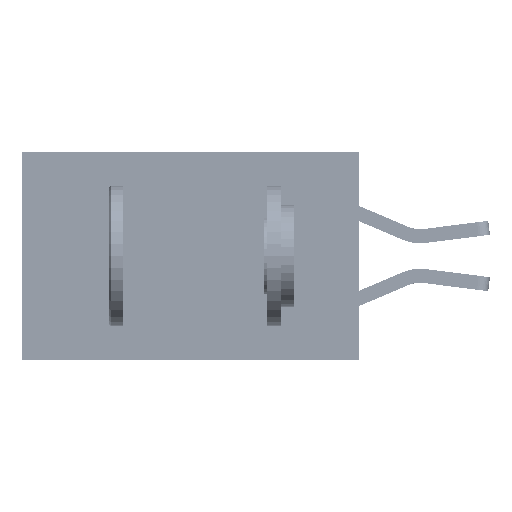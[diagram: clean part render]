
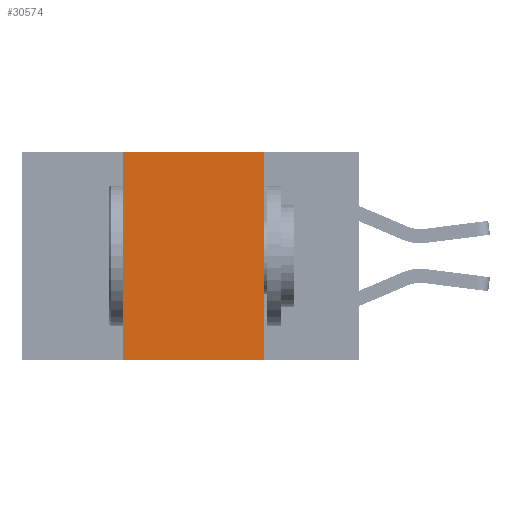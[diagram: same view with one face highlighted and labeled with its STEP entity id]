
A CAD part, left-side view. The second image highlights one B-rep face of the part: STEP entity #30574.
In plain terms, the highlighted planar face has unit normal (-1, 0, 0).
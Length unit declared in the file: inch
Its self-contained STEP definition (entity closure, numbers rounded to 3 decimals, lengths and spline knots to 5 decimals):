
#290 = LINE ( 'NONE', #13775, #40082 ) ;
#4378 = LINE ( 'NONE', #22753, #32647 ) ;
#5016 = CARTESIAN_POINT ( 'NONE',  ( 0., 0.17, 0. ) ) ;
#6166 = DIRECTION ( 'NONE',  ( 0., -1., 0. ) ) ;
#9779 = CARTESIAN_POINT ( 'NONE',  ( 0., 0.6, 0. ) ) ;
#10001 = LINE ( 'NONE', #26088, #26674 ) ;
#13775 = CARTESIAN_POINT ( 'NONE',  ( 0., 0.6, -0.37 ) ) ;
#16183 = VERTEX_POINT ( 'NONE', #39209 ) ;
#17319 = FACE_OUTER_BOUND ( 'NONE', #26142, .T. ) ;
#18904 = DIRECTION ( 'NONE',  ( 0., 0., 1. ) ) ;
#19003 = EDGE_CURVE ( 'NONE', #44569, #44024, #10001, .T. ) ;
#21971 = AXIS2_PLACEMENT_3D ( 'NONE', #40346, #29773, #34235 ) ;
#22388 = LINE ( 'NONE', #9779, #46619 ) ;
#22753 = CARTESIAN_POINT ( 'NONE',  ( 0., 0.42, 0. ) ) ;
#26088 = CARTESIAN_POINT ( 'NONE',  ( 0., 0.17, 0. ) ) ;
#26142 = EDGE_LOOP ( 'NONE', ( #36994, #32262, #29729, #30163 ) ) ;
#26555 = PLANE ( 'NONE',  #21971 ) ;
#26594 = EDGE_CURVE ( 'NONE', #16183, #44569, #22388, .T. ) ;
#26674 = VECTOR ( 'NONE', #37515, 39.37008 ) ;
#28699 = EDGE_CURVE ( 'NONE', #44624, #44024, #290, .T. ) ;
#29729 = ORIENTED_EDGE ( 'NONE', *, *, #37576, .F. ) ;
#29773 = DIRECTION ( 'NONE',  ( 1., 0., 0. ) ) ;
#30163 = ORIENTED_EDGE ( 'NONE', *, *, #28699, .T. ) ;
#30574 = ADVANCED_FACE ( 'NONE', ( #17319 ), #26555, .F. ) ;
#32262 = ORIENTED_EDGE ( 'NONE', *, *, #26594, .F. ) ;
#32647 = VECTOR ( 'NONE', #18904, 39.37008 ) ;
#34235 = DIRECTION ( 'NONE',  ( 0., 0., -1. ) ) ;
#35546 = DIRECTION ( 'NONE',  ( 0., -1., 0. ) ) ;
#36994 = ORIENTED_EDGE ( 'NONE', *, *, #19003, .F. ) ;
#37515 = DIRECTION ( 'NONE',  ( 0., 0., -1. ) ) ;
#37576 = EDGE_CURVE ( 'NONE', #44624, #16183, #4378, .T. ) ;
#39209 = CARTESIAN_POINT ( 'NONE',  ( 0., 0.42, 0. ) ) ;
#40082 = VECTOR ( 'NONE', #6166, 39.37008 ) ;
#40346 = CARTESIAN_POINT ( 'NONE',  ( 0., 0.6, 0. ) ) ;
#41910 = CARTESIAN_POINT ( 'NONE',  ( 0., 0.17, -0.37 ) ) ;
#44024 = VERTEX_POINT ( 'NONE', #41910 ) ;
#44569 = VERTEX_POINT ( 'NONE', #5016 ) ;
#44624 = VERTEX_POINT ( 'NONE', #45973 ) ;
#45973 = CARTESIAN_POINT ( 'NONE',  ( 0., 0.42, -0.37 ) ) ;
#46619 = VECTOR ( 'NONE', #35546, 39.37008 ) ;
